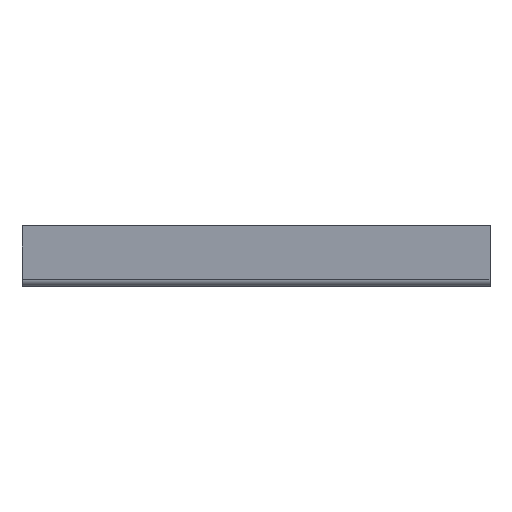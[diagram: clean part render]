
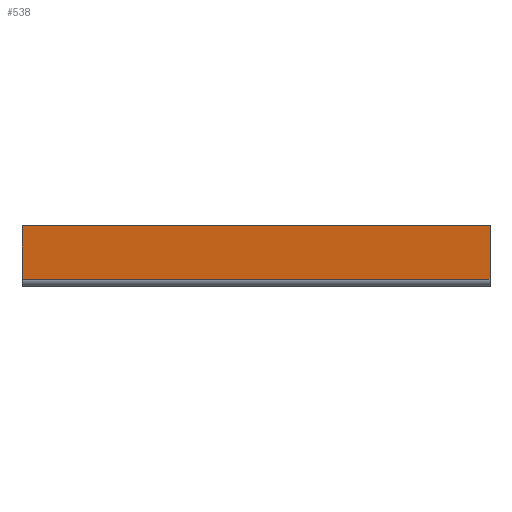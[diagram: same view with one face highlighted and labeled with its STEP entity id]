
A CAD part, front view. The second image highlights one B-rep face of the part: STEP entity #538.
In plain terms, the highlighted face is planar.
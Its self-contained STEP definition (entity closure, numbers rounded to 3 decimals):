
#44=FACE_OUTER_BOUND($,#72,.T.);
#72=EDGE_LOOP($,(#414,#415,#416,#417));
#117=LINE($,#791,#173);
#141=LINE($,#863,#197);
#144=LINE($,#869,#200);
#145=LINE($,#870,#201);
#173=VECTOR($,#624,14.228);
#197=VECTOR($,#688,124.);
#200=VECTOR($,#693,124.);
#201=VECTOR($,#694,14.228);
#231=VERTEX_POINT($,#788);
#232=VERTEX_POINT($,#790);
#260=VERTEX_POINT($,#862);
#262=VERTEX_POINT($,#868);
#283=EDGE_CURVE($,#232,#231,#117,.T.);
#319=EDGE_CURVE($,#232,#260,#141,.T.);
#322=EDGE_CURVE($,#262,#231,#144,.T.);
#323=EDGE_CURVE($,#262,#260,#145,.T.);
#414=ORIENTED_EDGE($,*,*,#283,.T.);
#415=ORIENTED_EDGE($,*,*,#322,.F.);
#416=ORIENTED_EDGE($,*,*,#323,.T.);
#417=ORIENTED_EDGE($,*,*,#319,.F.);
#518=PLANE($,#583);
#538=ADVANCED_FACE($,(#44),#518,.T.);
#583=AXIS2_PLACEMENT_3D($,#867,#691,#692);
#624=DIRECTION($,(0.087,-0.996,0.));
#688=DIRECTION($,(0.,0.,1.));
#691=DIRECTION('center_axis',(-0.996,-0.087,0.));
#692=DIRECTION('ref_axis',(0.,0.,1.));
#693=DIRECTION($,(0.,0.,-1.));
#694=DIRECTION($,(-0.087,0.996,0.));
#788=CARTESIAN_POINT('',(590.099,269.861,164.5));
#790=CARTESIAN_POINT('',(588.859,284.036,164.5));
#791=CARTESIAN_POINT($,(590.674,263.292,164.5));
#862=CARTESIAN_POINT('',(588.859,284.036,288.5));
#863=CARTESIAN_POINT($,(588.859,284.036,0.));
#867=CARTESIAN_POINT('Origin',(590.259,268.036,0.));
#868=CARTESIAN_POINT('',(590.099,269.861,288.5));
#869=CARTESIAN_POINT($,(590.099,269.861,0.));
#870=CARTESIAN_POINT($,(588.434,288.891,288.5));
